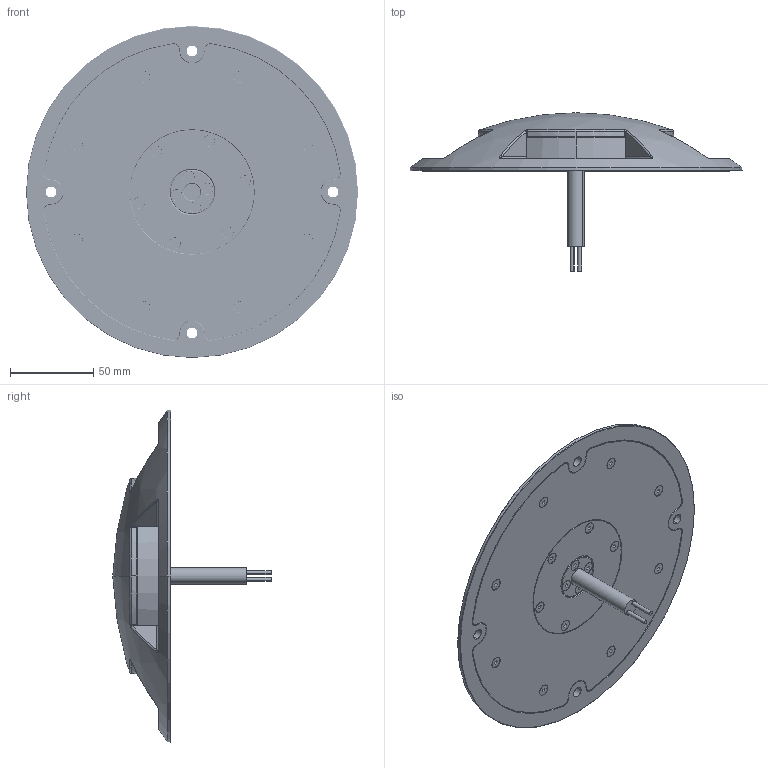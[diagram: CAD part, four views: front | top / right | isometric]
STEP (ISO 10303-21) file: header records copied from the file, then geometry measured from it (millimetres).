
FILE_DESCRIPTION (( 'STEP AP203' ), '1' );
FILE_NAME ('NDISC MEDIUM 5T.STEP', '2023-04-07T06:44:37', ( '' ), ( '' ), 'SwSTEP 2.0', 'SolidWorks 2017', '' );
FILE_SCHEMA (( 'CONFIG_CONTROL_DESIGN' ));
Length unit declared in the file: millimetre
Products named in the file (1): NDISC MEDIUM 5T
Bounding box: 199.98 x 95.42 x 199.98 mm (x, y, z)
Volume: 383579.9 mm3; surface area: 217226.3 mm2
Topology: 60 solids, 60 shells, 2413 faces, 6034 edges, 3705 vertices
Faces by surface type: cylinder 732, cone 694, plane 607, torus 166, bspline 166, sphere 48
Entity records: 108795 total; most frequent: CARTESIAN_POINT 52725, DIRECTION 11984, ORIENTED_EDGE 11860, EDGE_CURVE 5930, AXIS2_PLACEMENT_3D 4890, VERTEX_POINT 3705, EDGE_LOOP 2647, CIRCLE 2642
